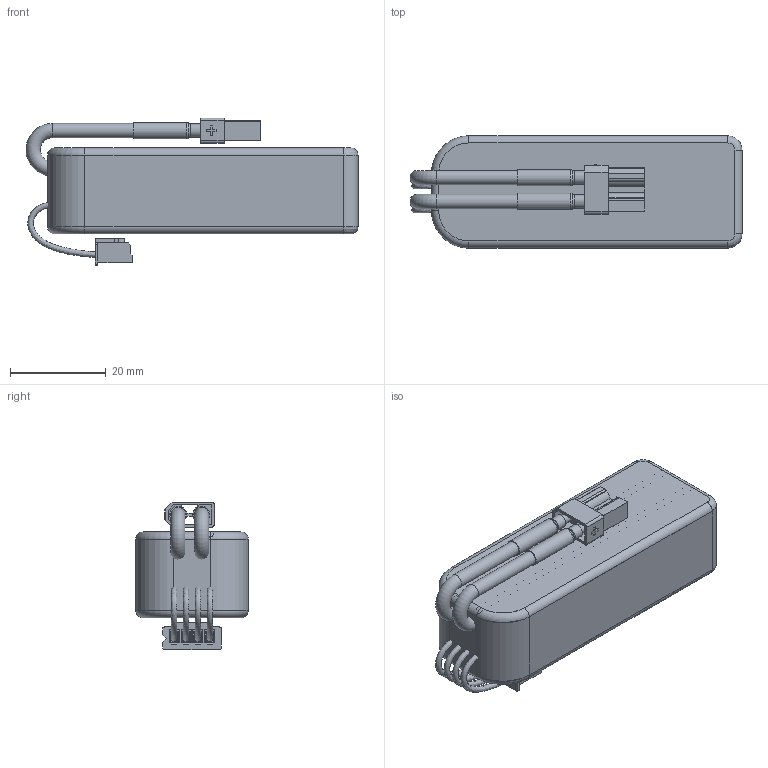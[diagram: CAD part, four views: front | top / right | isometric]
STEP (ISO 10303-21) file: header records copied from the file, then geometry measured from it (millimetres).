
FILE_DESCRIPTION(/* description */ (''),/* implementation_level */ '2;1');
FILE_NAME(/* name */ 'GNB-660-3S-100A-HV 49g v2.step',/* time_stamp */ '2024-04-21T17:55:55-07:00',/* author */ (''),/* organization */ (''),/* preprocessor_version */ 'ST-DEVELOPER v20',/* originating_system */ 'Autodesk Translation Framework v12.20.1.177',/* authorisation */ '');
FILE_SCHEMA (('AUTOMOTIVE_DESIGN { 1 0 10303 214 3 1 1 }'));
Length unit declared in the file: millimetre
Products named in the file (9): GNB-660-3S-100A-HV 49g; XT30 Wire; 16GA (XT30) v1 (1); Heat Shrink (1); 16GA (XT30); Label (1); Cells; Wrap; XHP-4 3S Balance Lead v1
Assembly tree (8 placements, depth 3):
  GNB-660-3S-100A-HV 49g
    XT30 Wire
      16GA (XT30) v1 (1)
      Heat Shrink (1)
      16GA (XT30)
    Label (1)
    Cells
    Wrap
    XHP-4 3S Balance Lead v1
Bounding box: 69.5 x 23.5 x 30.95 mm (x, y, z)
Volume: 27921.8 mm3; surface area: 26101.3 mm2
Topology: 17 solids, 17 shells, 694 faces, 1829 edges, 1146 vertices
Faces by surface type: plane 414, cylinder 216, torus 30, bspline 20, sphere 12, cone 2
Full cylindrical faces by diameter (mm): 1.291 x2, 1.65 x2, 1.7 x4, 2 x4, 2.1 x4, 2.8 x2, 3 x4, 3.4 x2
Entity records: 26166 total; most frequent: CARTESIAN_POINT 7996, DIRECTION 3691, ORIENTED_EDGE 3626, EDGE_CURVE 1813, LINE 1249, VECTOR 1249, AXIS2_PLACEMENT_3D 1221, VERTEX_POINT 1146
